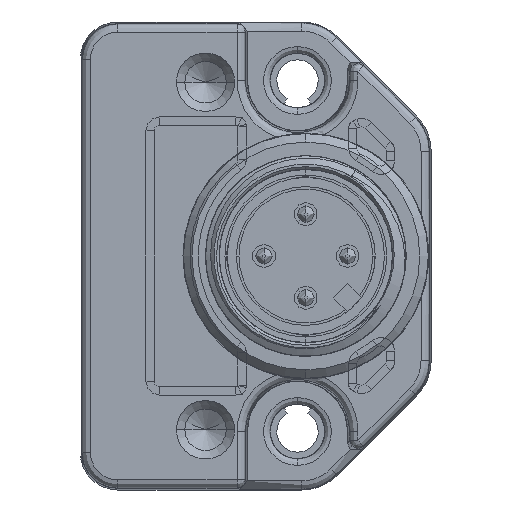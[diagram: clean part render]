
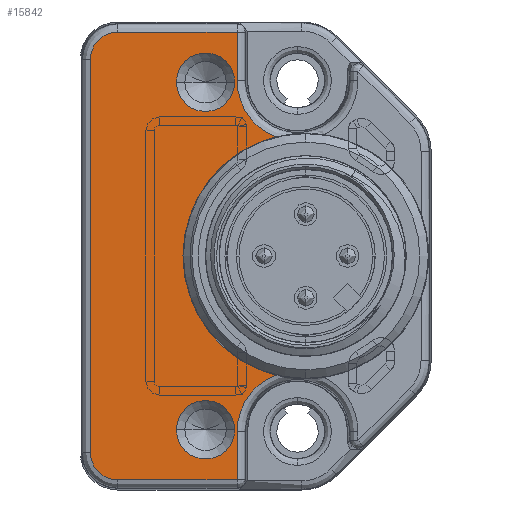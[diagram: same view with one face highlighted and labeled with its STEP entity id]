
A CAD part, left-side view. The second image highlights one B-rep face of the part: STEP entity #15842.
In plain terms, the highlighted planar face has unit normal (-1, 0, 0).
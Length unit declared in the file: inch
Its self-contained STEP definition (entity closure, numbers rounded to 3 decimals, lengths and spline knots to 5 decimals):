
#2072=CARTESIAN_POINT('',(-0.49213,0.31496,
-0.41339));
#2073=DIRECTION('',(1.,0.,0.));
#2074=DIRECTION('',(0.,1.,0.));
#2075=AXIS2_PLACEMENT_3D('',#2072,#2073,#2074);
#2077=DIRECTION('',(0.,0.,1.));
#2078=VECTOR('',#2077,0.11399);
#2079=CARTESIAN_POINT('',(-0.49213,0.45723,
-0.52737));
#2080=LINE('',#2079,#2078);
#2081=DIRECTION('',(0.,-1.,0.));
#2082=VECTOR('',#2081,0.28096);
#2083=CARTESIAN_POINT('',(-0.49213,0.73819,
-0.52737));
#2084=LINE('',#2083,#2082);
#2085=CARTESIAN_POINT('',(-0.49213,0.73819,
-0.4626));
#2086=DIRECTION('',(-1.,0.,0.));
#2087=DIRECTION('',(0.,1.,0.));
#2088=AXIS2_PLACEMENT_3D('',#2085,#2086,#2087);
#2090=DIRECTION('',(0.,0.,-1.));
#2091=VECTOR('',#2090,0.9252);
#2092=CARTESIAN_POINT('',(-0.49213,0.80296,
0.4626));
#2093=LINE('',#2092,#2091);
#2094=CARTESIAN_POINT('',(-0.49213,0.73819,
0.4626));
#2095=DIRECTION('',(-1.,0.,0.));
#2096=DIRECTION('',(0.,0.,1.));
#2097=AXIS2_PLACEMENT_3D('',#2094,#2095,#2096);
#2099=DIRECTION('',(0.,1.,0.));
#2100=VECTOR('',#2099,0.28096);
#2101=CARTESIAN_POINT('',(-0.49213,0.45723,
0.52737));
#2102=LINE('',#2101,#2100);
#2103=DIRECTION('',(0.,0.,1.));
#2104=VECTOR('',#2103,0.11399);
#2105=CARTESIAN_POINT('',(-0.49213,0.45723,
0.41339));
#2106=LINE('',#2105,#2104);
#2107=CARTESIAN_POINT('',(-0.49213,0.31496,
0.41339));
#2108=DIRECTION('',(1.,0.,0.));
#2109=DIRECTION('',(0.,0.359,-0.933));
#2110=AXIS2_PLACEMENT_3D('',#2107,#2108,#2109);
#2112=CARTESIAN_POINT('',(-0.49213,0.29528,0.));
#2113=DIRECTION('',(-1.,0.,0.));
#2114=DIRECTION('',(0.,0.244,0.97));
#2115=AXIS2_PLACEMENT_3D('',#2112,#2113,#2114);
#2117=CARTESIAN_POINT('',(-0.49213,0.5315,
-0.40915));
#2118=DIRECTION('',(1.,0.,0.));
#2119=DIRECTION('',(0.,1.,0.));
#2120=AXIS2_PLACEMENT_3D('',#2117,#2118,#2119);
#2122=CARTESIAN_POINT('',(-0.49213,0.5315,
-0.40915));
#2123=DIRECTION('',(1.,0.,0.));
#2124=DIRECTION('',(0.,-1.,0.));
#2125=AXIS2_PLACEMENT_3D('',#2122,#2123,#2124);
#2127=CARTESIAN_POINT('',(-0.49213,0.5315,
0.40915));
#2128=DIRECTION('',(1.,0.,0.));
#2129=DIRECTION('',(0.,1.,0.));
#2130=AXIS2_PLACEMENT_3D('',#2127,#2128,#2129);
#2132=CARTESIAN_POINT('',(-0.49213,0.5315,
0.40915));
#2133=DIRECTION('',(1.,0.,0.));
#2134=DIRECTION('',(0.,-1.,0.));
#2135=AXIS2_PLACEMENT_3D('',#2132,#2133,#2134);
#11762=CARTESIAN_POINT('',(-0.49213,0.80296,
-0.4626));
#11763=CARTESIAN_POINT('',(-0.49213,0.73819,
-0.52737));
#11764=VERTEX_POINT('',#11762);
#11765=VERTEX_POINT('',#11763);
#11770=CARTESIAN_POINT('',(-0.49213,0.80296,
0.4626));
#11771=VERTEX_POINT('',#11770);
#11774=CARTESIAN_POINT('',(-0.49213,0.73819,
0.52737));
#11775=VERTEX_POINT('',#11774);
#11798=CARTESIAN_POINT('',(-0.49213,0.60039,
-0.40915));
#11799=CARTESIAN_POINT('',(-0.49213,0.4626,
-0.40915));
#11800=VERTEX_POINT('',#11798);
#11801=VERTEX_POINT('',#11799);
#11806=CARTESIAN_POINT('',(-0.49213,0.60039,
0.40915));
#11807=CARTESIAN_POINT('',(-0.49213,0.4626,
0.40915));
#11808=VERTEX_POINT('',#11806);
#11809=VERTEX_POINT('',#11807);
#11842=CARTESIAN_POINT('',(-0.49213,0.45723,
-0.41339));
#11843=CARTESIAN_POINT('',(-0.49213,0.366,
-0.28059));
#11844=VERTEX_POINT('',#11842);
#11845=VERTEX_POINT('',#11843);
#11846=CARTESIAN_POINT('',(-0.49213,0.45723,
-0.52737));
#11847=VERTEX_POINT('',#11846);
#11870=CARTESIAN_POINT('',(-0.49213,0.366,
0.28059));
#11871=CARTESIAN_POINT('',(-0.49213,0.45723,
0.41339));
#11872=VERTEX_POINT('',#11870);
#11873=VERTEX_POINT('',#11871);
#11874=CARTESIAN_POINT('',(-0.49213,0.45723,
0.52737));
#11875=VERTEX_POINT('',#11874);
#15805=CARTESIAN_POINT('',(-0.49213,0.,0.));
#15806=DIRECTION('',(-1.,0.,0.));
#15807=DIRECTION('',(0.,0.,1.));
#15808=AXIS2_PLACEMENT_3D('',#15805,#15806,#15807);
#15809=PLANE('',#15808);
#15811=ORIENTED_EDGE('',*,*,#15810,.F.);
#15813=ORIENTED_EDGE('',*,*,#15812,.F.);
#15815=ORIENTED_EDGE('',*,*,#15814,.F.);
#15817=ORIENTED_EDGE('',*,*,#15816,.F.);
#15819=ORIENTED_EDGE('',*,*,#15818,.F.);
#15821=ORIENTED_EDGE('',*,*,#15820,.F.);
#15823=ORIENTED_EDGE('',*,*,#15822,.F.);
#15824=ORIENTED_EDGE('',*,*,#15796,.F.);
#15825=ORIENTED_EDGE('',*,*,#15756,.F.);
#15827=ORIENTED_EDGE('',*,*,#15826,.T.);
#15828=EDGE_LOOP('',(#15811,#15813,#15815,#15817,#15819,#15821,#15823,#15824,
#15825,#15827));
#15829=FACE_OUTER_BOUND('',#15828,.F.);
#15831=ORIENTED_EDGE('',*,*,#15830,.F.);
#15833=ORIENTED_EDGE('',*,*,#15832,.F.);
#15834=EDGE_LOOP('',(#15831,#15833));
#15835=FACE_BOUND('',#15834,.F.);
#15837=ORIENTED_EDGE('',*,*,#15836,.F.);
#15839=ORIENTED_EDGE('',*,*,#15838,.F.);
#15840=EDGE_LOOP('',(#15837,#15839));
#15841=FACE_BOUND('',#15840,.F.);
#15842=ADVANCED_FACE('',(#15829,#15835,#15841),#15809,.T.);
#2076=CIRCLE('',#2075,0.14227);
#2089=CIRCLE('',#2088,0.06477);
#2098=CIRCLE('',#2097,0.06477);
#2111=CIRCLE('',#2110,0.14227);
#2116=CIRCLE('',#2115,0.28937);
#2121=CIRCLE('',#2120,0.0689);
#2126=CIRCLE('',#2125,0.0689);
#2131=CIRCLE('',#2130,0.0689);
#2136=CIRCLE('',#2135,0.0689);
#15756=EDGE_CURVE('',#11872,#11873,#2111,.T.);
#15796=EDGE_CURVE('',#11873,#11875,#2106,.T.);
#15810=EDGE_CURVE('',#11844,#11845,#2076,.T.);
#15812=EDGE_CURVE('',#11847,#11844,#2080,.T.);
#15814=EDGE_CURVE('',#11765,#11847,#2084,.T.);
#15816=EDGE_CURVE('',#11764,#11765,#2089,.T.);
#15818=EDGE_CURVE('',#11771,#11764,#2093,.T.);
#15820=EDGE_CURVE('',#11775,#11771,#2098,.T.);
#15822=EDGE_CURVE('',#11875,#11775,#2102,.T.);
#15826=EDGE_CURVE('',#11872,#11845,#2116,.T.);
#15830=EDGE_CURVE('',#11800,#11801,#2121,.T.);
#15832=EDGE_CURVE('',#11801,#11800,#2126,.T.);
#15836=EDGE_CURVE('',#11808,#11809,#2131,.T.);
#15838=EDGE_CURVE('',#11809,#11808,#2136,.T.);
